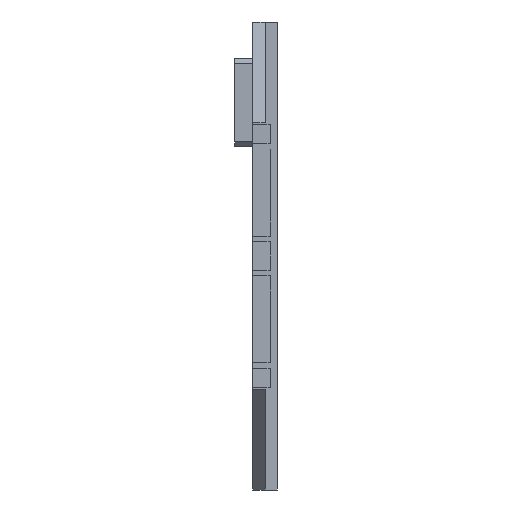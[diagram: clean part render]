
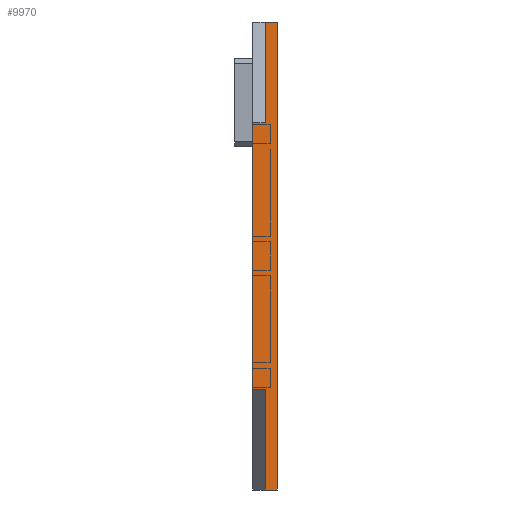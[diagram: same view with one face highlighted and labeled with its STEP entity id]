
A CAD part, left-side view. The second image highlights one B-rep face of the part: STEP entity #9970.
In plain terms, the highlighted planar face has unit normal (-1, 0, 0).
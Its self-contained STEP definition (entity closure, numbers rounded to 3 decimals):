
#677=FACE_OUTER_BOUND('',#1300,.T.);
#1300=EDGE_LOOP('',(#8437,#8438,#8439,#8440,#8441,#8442,#8443,#8444));
#1525=LINE('',#13560,#2794);
#1671=LINE('',#13901,#2940);
#2589=LINE('',#15917,#3858);
#2592=LINE('',#15923,#3861);
#2593=LINE('',#15925,#3862);
#2594=LINE('',#15926,#3863);
#2595=LINE('',#15928,#3864);
#2596=LINE('',#15929,#3865);
#2794=VECTOR('',#10922,10.);
#2940=VECTOR('',#11164,10.);
#3858=VECTOR('',#12938,10.);
#3861=VECTOR('',#12943,10.);
#3862=VECTOR('',#12944,10.);
#3863=VECTOR('',#12945,10.);
#3864=VECTOR('',#12946,10.);
#3865=VECTOR('',#12947,10.);
#4044=VERTEX_POINT('',#13558);
#4045=VERTEX_POINT('',#13559);
#4191=VERTEX_POINT('',#13898);
#4192=VERTEX_POINT('',#13900);
#4862=VERTEX_POINT('',#15916);
#4864=VERTEX_POINT('',#15922);
#4865=VERTEX_POINT('',#15924);
#4866=VERTEX_POINT('',#15927);
#4974=EDGE_CURVE('',#4044,#4045,#1525,.T.);
#5145=EDGE_CURVE('',#4192,#4191,#1671,.T.);
#6155=EDGE_CURVE('',#4862,#4192,#2589,.T.);
#6158=EDGE_CURVE('',#4864,#4191,#2592,.T.);
#6159=EDGE_CURVE('',#4865,#4864,#2593,.T.);
#6160=EDGE_CURVE('',#4045,#4865,#2594,.T.);
#6161=EDGE_CURVE('',#4044,#4866,#2595,.T.);
#6162=EDGE_CURVE('',#4862,#4866,#2596,.T.);
#8437=ORIENTED_EDGE('',*,*,#5145,.T.);
#8438=ORIENTED_EDGE('',*,*,#6158,.F.);
#8439=ORIENTED_EDGE('',*,*,#6159,.F.);
#8440=ORIENTED_EDGE('',*,*,#6160,.F.);
#8441=ORIENTED_EDGE('',*,*,#4974,.F.);
#8442=ORIENTED_EDGE('',*,*,#6161,.T.);
#8443=ORIENTED_EDGE('',*,*,#6162,.F.);
#8444=ORIENTED_EDGE('',*,*,#6155,.T.);
#9438=PLANE('',#10645);
#9970=ADVANCED_FACE('',(#677),#9438,.T.);
#10645=AXIS2_PLACEMENT_3D('',#15921,#12941,#12942);
#10922=DIRECTION('',(0.,0.,-1.));
#11164=DIRECTION('',(0.,0.,-1.));
#12938=DIRECTION('',(0.,1.,0.));
#12941=DIRECTION('center_axis',(-1.,0.,0.));
#12942=DIRECTION('ref_axis',(0.,0.,1.));
#12943=DIRECTION('',(0.,1.,0.));
#12944=DIRECTION('',(0.,0.,1.));
#12945=DIRECTION('',(0.,1.,0.));
#12946=DIRECTION('',(0.,1.,0.));
#12947=DIRECTION('',(0.,0.,1.));
#13558=CARTESIAN_POINT('',(-100.,0.,47.5));
#13559=CARTESIAN_POINT('',(-100.,0.,-47.5));
#13560=CARTESIAN_POINT('',(-100.,0.,47.5));
#13898=CARTESIAN_POINT('',(-100.,5.,-27.));
#13900=CARTESIAN_POINT('',(-100.,5.,27.));
#13901=CARTESIAN_POINT('',(-100.,5.,-17.625));
#15916=CARTESIAN_POINT('',(-100.,2.5,27.));
#15917=CARTESIAN_POINT('',(-100.,1.5,27.));
#15921=CARTESIAN_POINT('Origin',(-100.,0.,-47.5));
#15922=CARTESIAN_POINT('',(-100.,2.5,-27.));
#15923=CARTESIAN_POINT('',(-100.,1.5,-27.));
#15924=CARTESIAN_POINT('',(-100.,2.5,-47.5));
#15925=CARTESIAN_POINT('',(-100.,2.5,47.5));
#15926=CARTESIAN_POINT('',(-100.,0.,-47.5));
#15927=CARTESIAN_POINT('',(-100.,2.5,47.5));
#15928=CARTESIAN_POINT('',(-100.,0.,47.5));
#15929=CARTESIAN_POINT('',(-100.,2.5,47.5));
